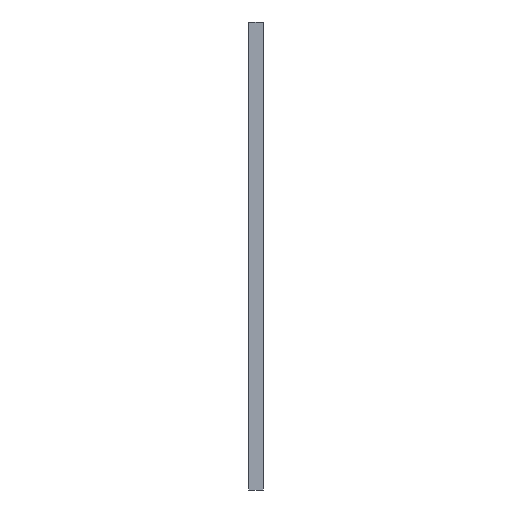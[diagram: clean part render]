
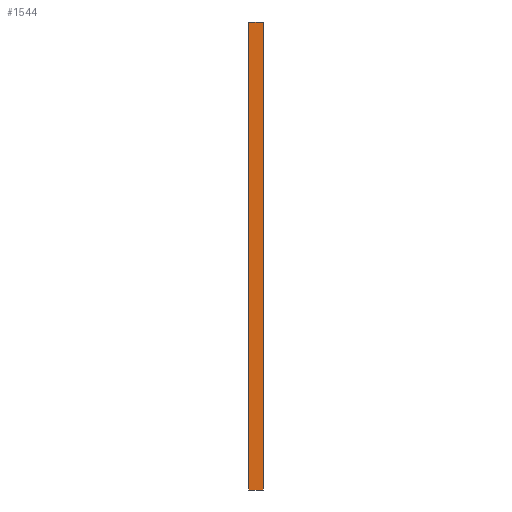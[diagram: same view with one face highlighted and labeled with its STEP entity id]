
A CAD part, left-side view. The second image highlights one B-rep face of the part: STEP entity #1544.
In plain terms, the highlighted planar face has unit normal (-1, 0, 0).
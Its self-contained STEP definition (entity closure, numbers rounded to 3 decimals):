
#68 = CARTESIAN_POINT ( 'NONE',  ( -40., 3., 25. ) ) ;
#155 = CARTESIAN_POINT ( 'NONE',  ( -40., 3., -75. ) ) ;
#321 = VERTEX_POINT ( 'NONE', #754 ) ;
#327 = CARTESIAN_POINT ( 'NONE',  ( -40., 0., -75. ) ) ;
#388 = ORIENTED_EDGE ( 'NONE', *, *, #1501, .F. ) ;
#391 = EDGE_CURVE ( 'NONE', #321, #1344, #621, .T. ) ;
#526 = VERTEX_POINT ( 'NONE', #1032 ) ;
#554 = EDGE_CURVE ( 'NONE', #526, #643, #1419, .T. ) ;
#621 = LINE ( 'NONE', #640, #1367 ) ;
#629 = DIRECTION ( 'NONE',  ( 1., 0., 0. ) ) ;
#640 = CARTESIAN_POINT ( 'NONE',  ( -40., 3., -75. ) ) ;
#643 = VERTEX_POINT ( 'NONE', #1349 ) ;
#679 = VECTOR ( 'NONE', #1614, 1000. ) ;
#717 = AXIS2_PLACEMENT_3D ( 'NONE', #155, #629, #1048 ) ;
#754 = CARTESIAN_POINT ( 'NONE',  ( -40., 3., -75. ) ) ;
#786 = PLANE ( 'NONE',  #717 ) ;
#814 = DIRECTION ( 'NONE',  ( 0., 0., 1. ) ) ;
#888 = ORIENTED_EDGE ( 'NONE', *, *, #554, .F. ) ;
#924 = FACE_OUTER_BOUND ( 'NONE', #1088, .T. ) ;
#976 = CARTESIAN_POINT ( 'NONE',  ( -40., 3., -75. ) ) ;
#1004 = LINE ( 'NONE', #976, #679 ) ;
#1032 = CARTESIAN_POINT ( 'NONE',  ( -40., 3., 25. ) ) ;
#1038 = ORIENTED_EDGE ( 'NONE', *, *, #1358, .T. ) ;
#1048 = DIRECTION ( 'NONE',  ( 0., 0., -1. ) ) ;
#1088 = EDGE_LOOP ( 'NONE', ( #1038, #888, #388, #1297 ) ) ;
#1092 = CARTESIAN_POINT ( 'NONE',  ( -40., 0., -75. ) ) ;
#1140 = DIRECTION ( 'NONE',  ( 0., -1., 0. ) ) ;
#1297 = ORIENTED_EDGE ( 'NONE', *, *, #391, .T. ) ;
#1308 = VECTOR ( 'NONE', #1341, 1000. ) ;
#1341 = DIRECTION ( 'NONE',  ( 0., -1., 0. ) ) ;
#1344 = VERTEX_POINT ( 'NONE', #1092 ) ;
#1349 = CARTESIAN_POINT ( 'NONE',  ( -40., 0., 25. ) ) ;
#1358 = EDGE_CURVE ( 'NONE', #1344, #643, #1471, .T. ) ;
#1367 = VECTOR ( 'NONE', #1140, 1000. ) ;
#1419 = LINE ( 'NONE', #68, #1308 ) ;
#1471 = LINE ( 'NONE', #327, #1481 ) ;
#1481 = VECTOR ( 'NONE', #814, 1000. ) ;
#1501 = EDGE_CURVE ( 'NONE', #321, #526, #1004, .T. ) ;
#1544 = ADVANCED_FACE ( 'NONE', ( #924 ), #786, .F. ) ;
#1614 = DIRECTION ( 'NONE',  ( 0., 0., 1. ) ) ;
